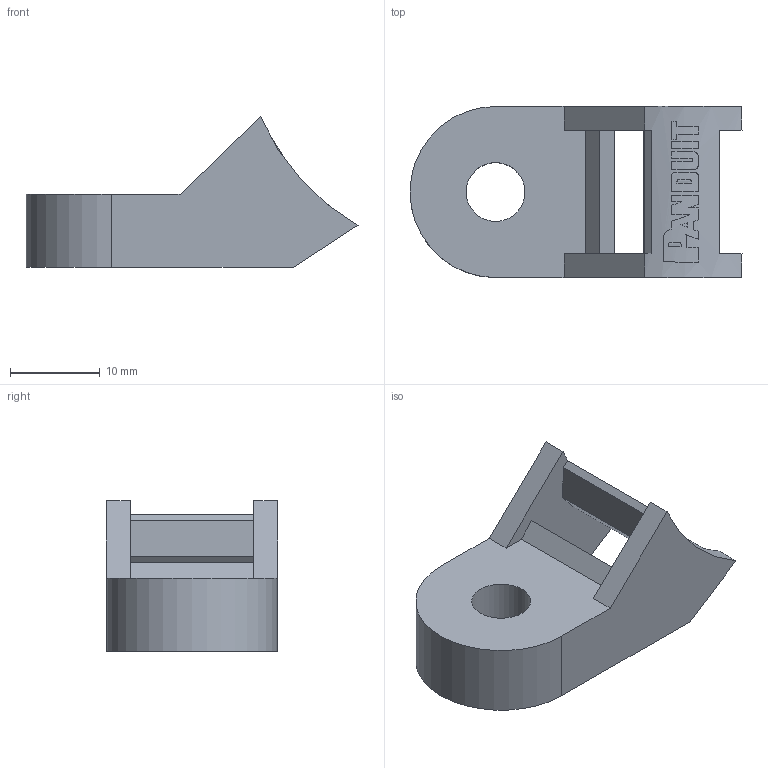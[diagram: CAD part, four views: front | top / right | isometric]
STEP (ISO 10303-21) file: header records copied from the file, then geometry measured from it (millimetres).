
FILE_DESCRIPTION(/* description */ (''),/* implementation_level */ '2;1');
FILE_NAME(/* name */ 'TMEH2S6-D350.stp',/* time_stamp */ '2023-06-16T09:00:10-05:00',/* author */ (''),/* organization */ (''),/* preprocessor_version */ 'ST-DEVELOPER v16.7',/* originating_system */ 'SIEMENS PLM Software NX 1926',/* authorisation */ '');
FILE_SCHEMA (('AP203_CONFIGURATION_CONTROLLED_3D_DESIGN_OF_MECHANICAL_PARTS_AND_ASSEMBLIES_MIM_LF { 1 0 10303 403 2 1 2}'));
Length unit declared in the file: inch
Products named in the file (1): bdk049491C4clki
Bounding box: 36.96 x 19.05 x 16.79 mm (x, y, z)
Volume: 4171.2 mm3; surface area: 2619.7 mm2
Topology: 1 solids, 1 shells, 98 faces, 270 edges, 180 vertices
Faces by surface type: plane 74, cylinder 12, extrusion 12
Full cylindrical faces by diameter (mm): 6.553 x1
Entity records: 3560 total; most frequent: CARTESIAN_POINT 933, ORIENTED_EDGE 538, DIRECTION 513, EDGE_CURVE 269, VERTEX_POINT 180, VECTOR 177, AXIS2_PLACEMENT_3D 168, LINE 165
